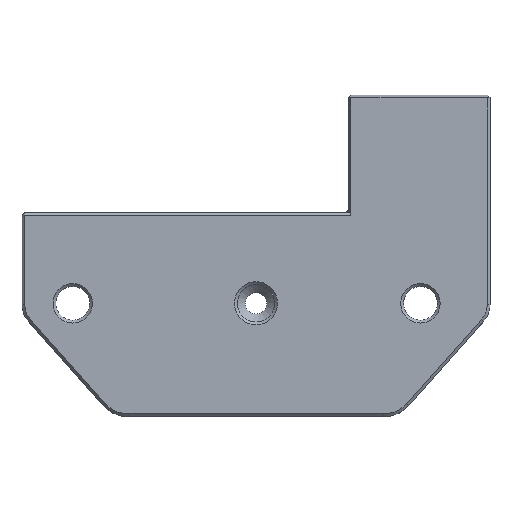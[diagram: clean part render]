
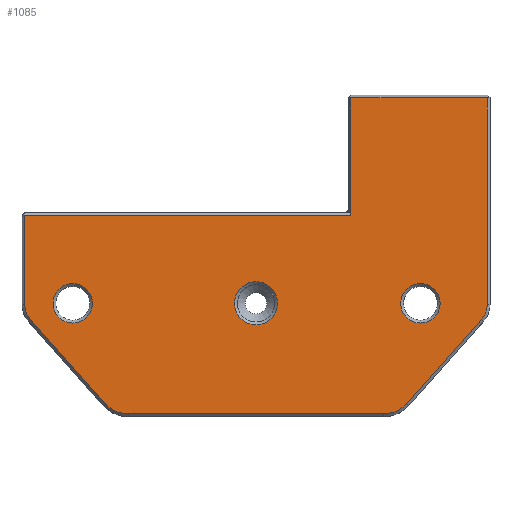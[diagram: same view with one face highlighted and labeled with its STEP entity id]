
A CAD part, top view. The second image highlights one B-rep face of the part: STEP entity #1085.
In plain terms, the highlighted planar face has unit normal (0, 0, 1).
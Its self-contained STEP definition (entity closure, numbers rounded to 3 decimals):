
#38=FACE_BOUND('',#206,.T.);
#39=FACE_BOUND('',#207,.T.);
#40=FACE_BOUND('',#208,.T.);
#77=PLANE('',#1195);
#131=FACE_OUTER_BOUND('',#205,.T.);
#205=EDGE_LOOP('',(#945,#946,#947,#948,#949,#950,#951,#952,#953,#954,#955,
#956));
#206=EDGE_LOOP('',(#957));
#207=EDGE_LOOP('',(#958));
#208=EDGE_LOOP('',(#959));
#248=LINE('',#1637,#354);
#253=LINE('',#1646,#359);
#275=LINE('',#1699,#381);
#277=LINE('',#1702,#383);
#302=LINE('',#1751,#408);
#306=LINE('',#1765,#412);
#310=LINE('',#1777,#416);
#314=LINE('',#1789,#420);
#354=VECTOR('',#1304,10.);
#359=VECTOR('',#1311,10.);
#381=VECTOR('',#1357,10.);
#383=VECTOR('',#1361,10.);
#408=VECTOR('',#1412,10.);
#412=VECTOR('',#1428,10.);
#416=VECTOR('',#1440,10.);
#420=VECTOR('',#1452,10.);
#460=CIRCLE('',#1175,2.3);
#462=CIRCLE('',#1179,3.3);
#464=CIRCLE('',#1183,3.3);
#466=CIRCLE('',#1187,2.3);
#468=CIRCLE('',#1196,2.1);
#469=CIRCLE('',#1197,2.3);
#470=CIRCLE('',#1198,2.1);
#512=VERTEX_POINT('',#1634);
#513=VERTEX_POINT('',#1636);
#516=VERTEX_POINT('',#1644);
#534=VERTEX_POINT('',#1696);
#535=VERTEX_POINT('',#1698);
#546=VERTEX_POINT('',#1750);
#548=VERTEX_POINT('',#1757);
#550=VERTEX_POINT('',#1763);
#552=VERTEX_POINT('',#1769);
#554=VERTEX_POINT('',#1775);
#556=VERTEX_POINT('',#1781);
#558=VERTEX_POINT('',#1787);
#559=VERTEX_POINT('',#1807);
#560=VERTEX_POINT('',#1809);
#561=VERTEX_POINT('',#1811);
#610=EDGE_CURVE('',#512,#513,#248,.T.);
#615=EDGE_CURVE('',#516,#512,#253,.T.);
#641=EDGE_CURVE('',#534,#535,#275,.T.);
#643=EDGE_CURVE('',#513,#534,#277,.T.);
#668=EDGE_CURVE('',#535,#546,#302,.T.);
#671=EDGE_CURVE('',#548,#516,#460,.T.);
#674=EDGE_CURVE('',#550,#548,#306,.T.);
#677=EDGE_CURVE('',#552,#550,#462,.T.);
#680=EDGE_CURVE('',#554,#552,#310,.T.);
#683=EDGE_CURVE('',#556,#554,#464,.T.);
#686=EDGE_CURVE('',#558,#556,#314,.T.);
#688=EDGE_CURVE('',#546,#558,#466,.T.);
#696=EDGE_CURVE('',#559,#559,#468,.T.);
#697=EDGE_CURVE('',#560,#560,#469,.T.);
#698=EDGE_CURVE('',#561,#561,#470,.T.);
#945=ORIENTED_EDGE('',*,*,#615,.F.);
#946=ORIENTED_EDGE('',*,*,#671,.F.);
#947=ORIENTED_EDGE('',*,*,#674,.F.);
#948=ORIENTED_EDGE('',*,*,#677,.F.);
#949=ORIENTED_EDGE('',*,*,#680,.F.);
#950=ORIENTED_EDGE('',*,*,#683,.F.);
#951=ORIENTED_EDGE('',*,*,#686,.F.);
#952=ORIENTED_EDGE('',*,*,#688,.F.);
#953=ORIENTED_EDGE('',*,*,#668,.F.);
#954=ORIENTED_EDGE('',*,*,#641,.F.);
#955=ORIENTED_EDGE('',*,*,#643,.F.);
#956=ORIENTED_EDGE('',*,*,#610,.F.);
#957=ORIENTED_EDGE('',*,*,#696,.F.);
#958=ORIENTED_EDGE('',*,*,#697,.F.);
#959=ORIENTED_EDGE('',*,*,#698,.F.);
#1085=ADVANCED_FACE('',(#131,#38,#39,#40),#77,.T.);
#1175=AXIS2_PLACEMENT_3D('',#1759,#1421,#1422);
#1179=AXIS2_PLACEMENT_3D('',#1771,#1433,#1434);
#1183=AXIS2_PLACEMENT_3D('',#1783,#1445,#1446);
#1187=AXIS2_PLACEMENT_3D('',#1792,#1456,#1457);
#1195=AXIS2_PLACEMENT_3D('',#1806,#1478,#1479);
#1196=AXIS2_PLACEMENT_3D('',#1808,#1480,#1481);
#1197=AXIS2_PLACEMENT_3D('',#1810,#1482,#1483);
#1198=AXIS2_PLACEMENT_3D('',#1812,#1484,#1485);
#1304=DIRECTION('',(1.,0.,0.));
#1311=DIRECTION('',(0.001,1.,0.));
#1357=DIRECTION('',(1.,0.,0.));
#1361=DIRECTION('',(0.,1.,0.));
#1412=DIRECTION('',(0.,-1.,0.));
#1421=DIRECTION('center_axis',(0.,0.,-1.));
#1422=DIRECTION('ref_axis',(-1.,0.,0.));
#1428=DIRECTION('',(-0.663,0.748,0.));
#1433=DIRECTION('center_axis',(0.,0.,-1.));
#1434=DIRECTION('ref_axis',(-0.748,-0.663,0.));
#1440=DIRECTION('',(-1.,0.,0.));
#1445=DIRECTION('center_axis',(0.,0.,-1.));
#1446=DIRECTION('ref_axis',(0.,-1.,0.));
#1452=DIRECTION('',(-0.663,-0.748,0.));
#1456=DIRECTION('center_axis',(0.,0.,-1.));
#1457=DIRECTION('ref_axis',(0.748,-0.663,0.));
#1478=DIRECTION('center_axis',(0.,0.,1.));
#1479=DIRECTION('ref_axis',(1.,0.,0.));
#1480=DIRECTION('center_axis',(0.,0.,1.));
#1481=DIRECTION('ref_axis',(-1.,0.,0.));
#1482=DIRECTION('center_axis',(0.,0.,1.));
#1483=DIRECTION('ref_axis',(-1.,0.,0.));
#1484=DIRECTION('center_axis',(0.,0.,1.));
#1485=DIRECTION('ref_axis',(-1.,0.,0.));
#1634=CARTESIAN_POINT('',(-22.591,66.777,90.252));
#1636=CARTESIAN_POINT('',(12.105,66.777,90.252));
#1637=CARTESIAN_POINT('',(14.452,66.777,90.252));
#1644=CARTESIAN_POINT('',(-22.599,57.271,90.252));
#1646=CARTESIAN_POINT('',(-22.595,61.656,90.252));
#1696=CARTESIAN_POINT('',(12.105,79.277,90.252));
#1698=CARTESIAN_POINT('',(26.602,79.277,90.252));
#1699=CARTESIAN_POINT('',(14.452,79.277,90.252));
#1702=CARTESIAN_POINT('',(12.105,67.895,90.252));
#1750=CARTESIAN_POINT('',(26.602,57.271,90.252));
#1751=CARTESIAN_POINT('',(26.602,56.742,90.252));
#1757=CARTESIAN_POINT('',(-22.02,55.745,90.252));
#1759=CARTESIAN_POINT('Origin',(-20.299,57.271,90.252));
#1763=CARTESIAN_POINT('',(-14.053,46.761,90.252));
#1765=CARTESIAN_POINT('',(-16.849,49.914,90.252));
#1769=CARTESIAN_POINT('',(-11.584,45.65,90.252));
#1771=CARTESIAN_POINT('Origin',(-11.584,48.95,90.252));
#1775=CARTESIAN_POINT('',(15.587,45.65,90.252));
#1777=CARTESIAN_POINT('',(-4.791,45.65,90.252));
#1781=CARTESIAN_POINT('',(18.056,46.761,90.252));
#1783=CARTESIAN_POINT('Origin',(15.587,48.95,90.252));
#1787=CARTESIAN_POINT('',(26.023,55.745,90.252));
#1789=CARTESIAN_POINT('',(16.869,45.422,90.252));
#1792=CARTESIAN_POINT('Origin',(24.302,57.271,90.252));
#1806=CARTESIAN_POINT('Origin',(2.001,56.213,90.252));
#1807=CARTESIAN_POINT('',(-15.399,57.425,90.252));
#1808=CARTESIAN_POINT('Origin',(-17.499,57.425,90.252));
#1809=CARTESIAN_POINT('',(4.301,57.425,90.252));
#1810=CARTESIAN_POINT('Origin',(2.001,57.425,90.252));
#1811=CARTESIAN_POINT('',(21.601,57.425,90.252));
#1812=CARTESIAN_POINT('Origin',(19.501,57.425,90.252));
